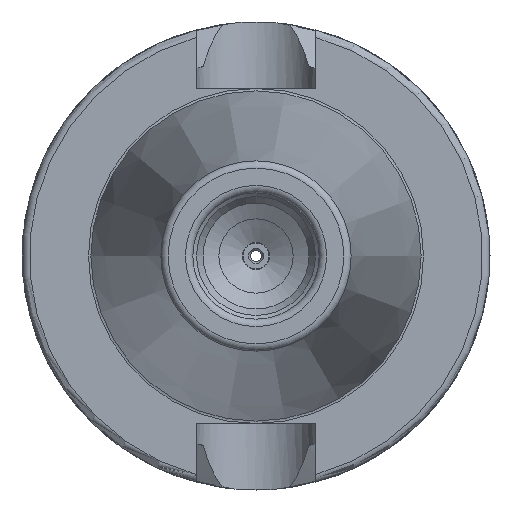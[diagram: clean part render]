
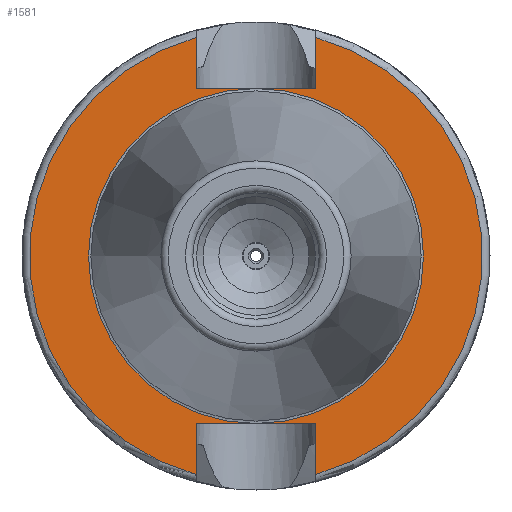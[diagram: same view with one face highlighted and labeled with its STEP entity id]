
A CAD part, left-side view. The second image highlights one B-rep face of the part: STEP entity #1581.
In plain terms, the highlighted planar face has unit normal (-1, 0, 0).
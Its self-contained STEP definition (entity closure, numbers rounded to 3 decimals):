
#616=CARTESIAN_POINT('',(2.,8.05,-22.6));
#617=VERTEX_POINT('',#616);
#624=CARTESIAN_POINT('',(2.,8.05,-29.418));
#625=VERTEX_POINT('',#624);
#626=CARTESIAN_POINT('',(2.,8.05,-29.418));
#627=DIRECTION('',(0.0,0.0,1.0));
#628=VECTOR('',#627,6.818);
#629=LINE('',#626,#628);
#630=EDGE_CURVE('',#625,#617,#629,.T.);
#707=CARTESIAN_POINT('',(2.,-8.05,-29.418));
#708=VERTEX_POINT('',#707);
#722=CARTESIAN_POINT('',(2.,-8.05,-22.6));
#723=VERTEX_POINT('',#722);
#724=CARTESIAN_POINT('',(2.,-8.05,-22.6));
#725=DIRECTION('',(0.0,0.0,-1.0));
#726=VECTOR('',#725,6.818);
#727=LINE('',#724,#726);
#728=EDGE_CURVE('',#723,#708,#727,.T.);
#745=CARTESIAN_POINT('',(2.,8.05,-22.6));
#746=DIRECTION('',(0.0,-1.0,0.0));
#747=VECTOR('',#746,16.1);
#748=LINE('',#745,#747);
#749=EDGE_CURVE('',#617,#723,#748,.T.);
#964=CARTESIAN_POINT('',(2.,8.05,29.418));
#965=VERTEX_POINT('',#964);
#966=CARTESIAN_POINT('',(2.,0.0,0.0));
#967=DIRECTION('',(1.0,0.0,0.0));
#968=DIRECTION('',(0.0,1.0,0.0));
#969=AXIS2_PLACEMENT_3D('',#966,#967,#968);
#970=CIRCLE('',#969,30.5);
#971=EDGE_CURVE('',#625,#965,#970,.T.);
#1050=CARTESIAN_POINT('',(2.,-8.05,22.6));
#1051=VERTEX_POINT('',#1050);
#1058=CARTESIAN_POINT('',(2.,-8.05,29.418));
#1059=VERTEX_POINT('',#1058);
#1060=CARTESIAN_POINT('',(2.,-8.05,29.418));
#1061=DIRECTION('',(0.0,0.0,-1.0));
#1062=VECTOR('',#1061,6.818);
#1063=LINE('',#1060,#1062);
#1064=EDGE_CURVE('',#1059,#1051,#1063,.T.);
#1114=CARTESIAN_POINT('',(2.,8.05,22.6));
#1115=VERTEX_POINT('',#1114);
#1116=CARTESIAN_POINT('',(2.,8.05,22.6));
#1117=DIRECTION('',(0.0,0.0,1.0));
#1118=VECTOR('',#1117,6.818);
#1119=LINE('',#1116,#1118);
#1120=EDGE_CURVE('',#1115,#965,#1119,.T.);
#1137=CARTESIAN_POINT('',(2.,-8.05,22.6));
#1138=DIRECTION('',(0.0,1.0,0.0));
#1139=VECTOR('',#1138,16.1);
#1140=LINE('',#1137,#1139);
#1141=EDGE_CURVE('',#1051,#1115,#1140,.T.);
#1542=CARTESIAN_POINT('',(2.,22.55,0.0));
#1543=VERTEX_POINT('',#1542);
#1544=CARTESIAN_POINT('',(2.,0.0,0.0));
#1545=DIRECTION('',(1.0,0.0,0.0));
#1546=DIRECTION('',(0.0,1.0,0.0));
#1547=AXIS2_PLACEMENT_3D('',#1544,#1545,#1546);
#1548=CIRCLE('',#1547,22.55);
#1549=EDGE_CURVE('',#1543,#1543,#1548,.T.);
#1557=CARTESIAN_POINT('',(2.,26.525,0.0));
#1558=DIRECTION('',(-1.0,0.0,0.0));
#1559=DIRECTION('',(0.0,0.0,1.0));
#1560=AXIS2_PLACEMENT_3D('',#1557,#1558,#1559);
#1561=PLANE('',#1560);
#1562=ORIENTED_EDGE('',*,*,#728,.T.);
#1563=CARTESIAN_POINT('',(2.,0.0,0.0));
#1564=DIRECTION('',(1.0,0.0,0.0));
#1565=DIRECTION('',(0.0,1.0,0.0));
#1566=AXIS2_PLACEMENT_3D('',#1563,#1564,#1565);
#1567=CIRCLE('',#1566,30.5);
#1568=EDGE_CURVE('',#1059,#708,#1567,.T.);
#1569=ORIENTED_EDGE('',*,*,#1568,.F.);
#1570=ORIENTED_EDGE('',*,*,#1064,.T.);
#1571=ORIENTED_EDGE('',*,*,#1141,.T.);
#1572=ORIENTED_EDGE('',*,*,#1120,.T.);
#1573=ORIENTED_EDGE('',*,*,#971,.F.);
#1574=ORIENTED_EDGE('',*,*,#630,.T.);
#1575=ORIENTED_EDGE('',*,*,#749,.T.);
#1576=EDGE_LOOP('',(#1562,#1569,#1570,#1571,#1572,#1573,#1574,#1575));
#1577=FACE_OUTER_BOUND('',#1576,.T.);
#1578=ORIENTED_EDGE('',*,*,#1549,.T.);
#1579=EDGE_LOOP('',(#1578));
#1580=FACE_BOUND('',#1579,.T.);
#1581=ADVANCED_FACE('',(#1577,#1580),#1561,.T.);
